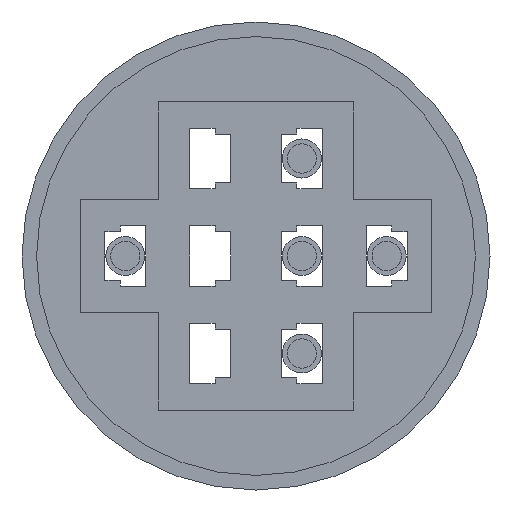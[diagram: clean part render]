
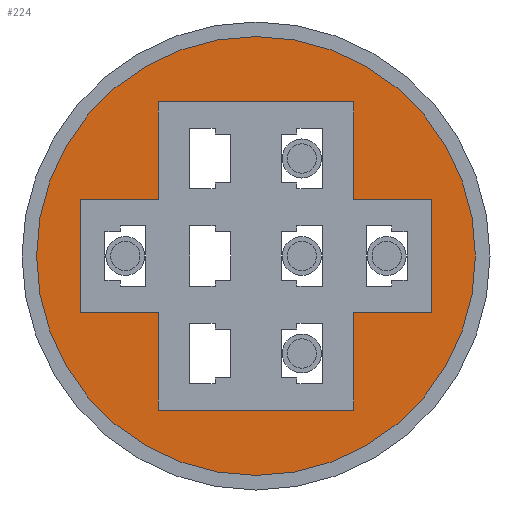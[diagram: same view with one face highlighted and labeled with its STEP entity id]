
A CAD part, front view. The second image highlights one B-rep face of the part: STEP entity #224.
In plain terms, the highlighted planar face has unit normal (0, -1, 0).
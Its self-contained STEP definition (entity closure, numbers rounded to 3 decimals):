
#224=ADVANCED_FACE('',(#1877,#1879),#1881,.T.);
#1877=FACE_BOUND('',#1878,.T.);
#1878=EDGE_LOOP('',(#3264));
#1879=FACE_BOUND('',#1880,.T.);
#1880=EDGE_LOOP('',(#3265,#3266,#3267,#3268,#3269,#3270,#3271,#3272,#3273,#3274,
#3275,#3276));
#1881=PLANE('',#1882);
#1882=AXIS2_PLACEMENT_3D('',#1883,#1884,#1885);
#1883=CARTESIAN_POINT('',(0.,-14.2,0.));
#1884=DIRECTION('',(0.,-1.,0.));
#1885=DIRECTION('',(1.,0.,0.));
#3264=ORIENTED_EDGE('',*,*,#4195,.T.);
#3265=ORIENTED_EDGE('',*,*,#4194,.T.);
#3266=ORIENTED_EDGE('',*,*,#4192,.T.);
#3267=ORIENTED_EDGE('',*,*,#4190,.T.);
#3268=ORIENTED_EDGE('',*,*,#4188,.T.);
#3269=ORIENTED_EDGE('',*,*,#4186,.T.);
#3270=ORIENTED_EDGE('',*,*,#4184,.T.);
#3271=ORIENTED_EDGE('',*,*,#4182,.T.);
#3272=ORIENTED_EDGE('',*,*,#4180,.T.);
#3273=ORIENTED_EDGE('',*,*,#4178,.T.);
#3274=ORIENTED_EDGE('',*,*,#4176,.T.);
#3275=ORIENTED_EDGE('',*,*,#4174,.T.);
#3276=ORIENTED_EDGE('',*,*,#4172,.T.);
#4172=EDGE_CURVE('',#4729,#4727,#4730,.T.);
#4174=EDGE_CURVE('',#4732,#4729,#4733,.T.);
#4176=EDGE_CURVE('',#4735,#4732,#4736,.T.);
#4178=EDGE_CURVE('',#4738,#4735,#4739,.T.);
#4180=EDGE_CURVE('',#4741,#4738,#4742,.T.);
#4182=EDGE_CURVE('',#4744,#4741,#4745,.T.);
#4184=EDGE_CURVE('',#4747,#4744,#4748,.T.);
#4186=EDGE_CURVE('',#4750,#4747,#4751,.T.);
#4188=EDGE_CURVE('',#4753,#4750,#4754,.T.);
#4190=EDGE_CURVE('',#4756,#4753,#4757,.T.);
#4192=EDGE_CURVE('',#4759,#4756,#4760,.T.);
#4194=EDGE_CURVE('',#4727,#4759,#4762,.T.);
#4195=EDGE_CURVE('',#4763,#4763,#4764,.T.);
#4727=VERTEX_POINT('',#5691);
#4729=VERTEX_POINT('',#5695);
#4730=LINE('',#5696,#5697);
#4732=VERTEX_POINT('',#5702);
#4733=LINE('',#5703,#5704);
#4735=VERTEX_POINT('',#5709);
#4736=LINE('',#5710,#5711);
#4738=VERTEX_POINT('',#5716);
#4739=LINE('',#5717,#5718);
#4741=VERTEX_POINT('',#5723);
#4742=LINE('',#5724,#5725);
#4744=VERTEX_POINT('',#5730);
#4745=LINE('',#5731,#5732);
#4747=VERTEX_POINT('',#5737);
#4748=LINE('',#5738,#5739);
#4750=VERTEX_POINT('',#5744);
#4751=LINE('',#5745,#5746);
#4753=VERTEX_POINT('',#5751);
#4754=LINE('',#5752,#5753);
#4756=VERTEX_POINT('',#5758);
#4757=LINE('',#5759,#5760);
#4759=VERTEX_POINT('',#5765);
#4760=LINE('',#5766,#5767);
#4762=LINE('',#5772,#5773);
#4763=VERTEX_POINT('',#5775);
#4764=CIRCLE('',#5776,11.25);
#5691=CARTESIAN_POINT('',(5.,-14.2,7.9));
#5695=CARTESIAN_POINT('',(-5.,-14.2,7.9));
#5696=CARTESIAN_POINT('',(-5.,-14.2,7.9));
#5697=VECTOR('',#5698,1.);
#5698=DIRECTION('',(1.,0.,0.));
#5702=CARTESIAN_POINT('',(-5.,-14.2,2.9));
#5703=CARTESIAN_POINT('',(-5.,-14.2,2.9));
#5704=VECTOR('',#5705,1.);
#5705=DIRECTION('',(0.,0.,1.));
#5709=CARTESIAN_POINT('',(-9.,-14.2,2.9));
#5710=CARTESIAN_POINT('',(-9.,-14.2,2.9));
#5711=VECTOR('',#5712,1.);
#5712=DIRECTION('',(1.,0.,0.));
#5716=CARTESIAN_POINT('',(-9.,-14.2,-2.9));
#5717=CARTESIAN_POINT('',(-9.,-14.2,-2.9));
#5718=VECTOR('',#5719,1.);
#5719=DIRECTION('',(0.,0.,1.));
#5723=CARTESIAN_POINT('',(-5.,-14.2,-2.9));
#5724=CARTESIAN_POINT('',(-5.,-14.2,-2.9));
#5725=VECTOR('',#5726,1.);
#5726=DIRECTION('',(-1.,0.,0.));
#5730=CARTESIAN_POINT('',(-5.,-14.2,-7.9));
#5731=CARTESIAN_POINT('',(-5.,-14.2,-7.9));
#5732=VECTOR('',#5733,1.);
#5733=DIRECTION('',(0.,0.,1.));
#5737=CARTESIAN_POINT('',(5.,-14.2,-7.9));
#5738=CARTESIAN_POINT('',(5.,-14.2,-7.9));
#5739=VECTOR('',#5740,1.);
#5740=DIRECTION('',(-1.,0.,0.));
#5744=CARTESIAN_POINT('',(5.,-14.2,-2.9));
#5745=CARTESIAN_POINT('',(5.,-14.2,-2.9));
#5746=VECTOR('',#5747,1.);
#5747=DIRECTION('',(0.,0.,-1.));
#5751=CARTESIAN_POINT('',(9.,-14.2,-2.9));
#5752=CARTESIAN_POINT('',(9.,-14.2,-2.9));
#5753=VECTOR('',#5754,1.);
#5754=DIRECTION('',(-1.,0.,0.));
#5758=CARTESIAN_POINT('',(9.,-14.2,2.9));
#5759=CARTESIAN_POINT('',(9.,-14.2,2.9));
#5760=VECTOR('',#5761,1.);
#5761=DIRECTION('',(0.,0.,-1.));
#5765=CARTESIAN_POINT('',(5.,-14.2,2.9));
#5766=CARTESIAN_POINT('',(5.,-14.2,2.9));
#5767=VECTOR('',#5768,1.);
#5768=DIRECTION('',(1.,0.,0.));
#5772=CARTESIAN_POINT('',(5.,-14.2,7.9));
#5773=VECTOR('',#5774,1.);
#5774=DIRECTION('',(0.,0.,-1.));
#5775=CARTESIAN_POINT('',(11.25,-14.2,0.));
#5776=AXIS2_PLACEMENT_3D('',#5777,#5778,#5779);
#5777=CARTESIAN_POINT('',(0.,-14.2,0.));
#5778=DIRECTION('',(0.,-1.,0.));
#5779=DIRECTION('',(1.,0.,0.));
